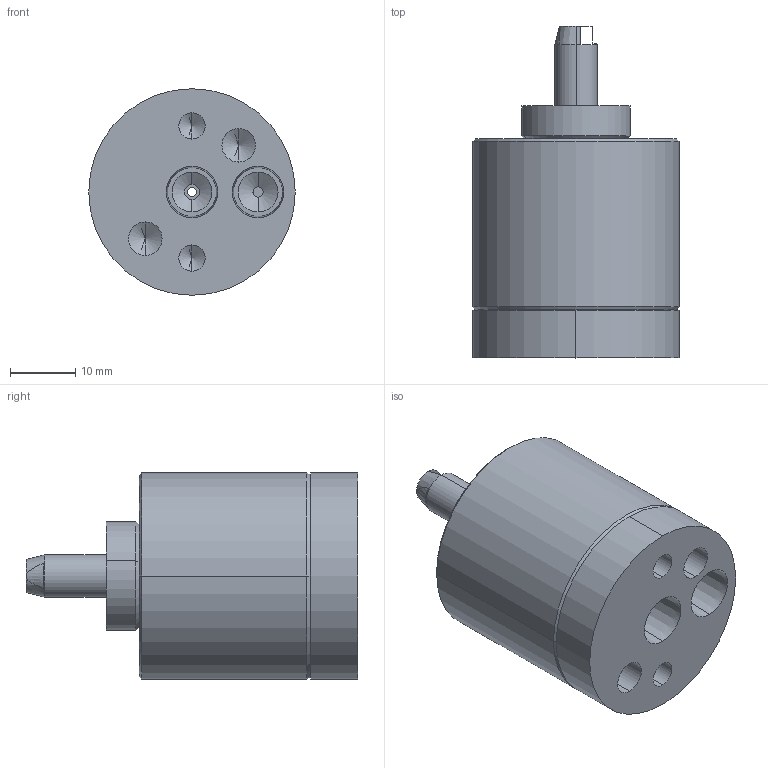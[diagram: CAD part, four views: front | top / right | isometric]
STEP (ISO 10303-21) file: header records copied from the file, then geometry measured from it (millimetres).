
FILE_DESCRIPTION (( 'STEP AP214' ), '1' );
FILE_NAME ('CTSC-002339.STEP', '2025-01-02T19:12:18', ( '' ), ( '' ), 'SwSTEP 2.0', 'SolidWorks 2023', '' );
FILE_SCHEMA (( 'AUTOMOTIVE_DESIGN' ));
Length unit declared in the file: inch
Products named in the file (1): CTSC-002339
Bounding box: 31.75 x 51.03 x 31.75 mm (x, y, z)
Volume: 26289.1 mm3; surface area: 8538.7 mm2
Topology: 2 solids, 3 shells, 90 faces, 205 edges, 122 vertices
Faces by surface type: cylinder 36, cone 30, plane 22, torus 2
Entity records: 3403 total; most frequent: DIRECTION 466, CARTESIAN_POINT 457, ORIENTED_EDGE 378, AXIS2_PLACEMENT_3D 195, EDGE_CURVE 189, VERTEX_POINT 118, EDGE_LOOP 107, CIRCLE 105
